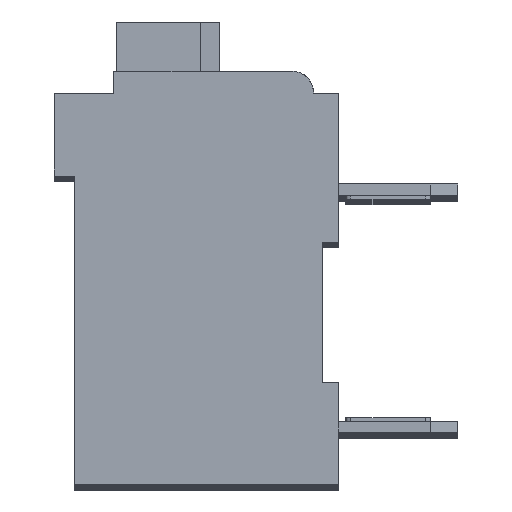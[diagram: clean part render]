
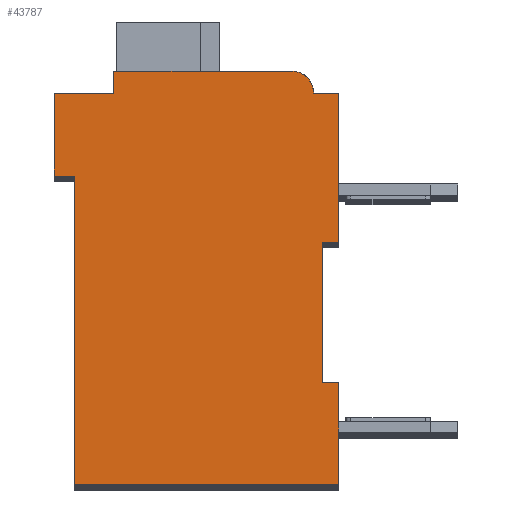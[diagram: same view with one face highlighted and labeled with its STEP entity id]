
A CAD part, top view. The second image highlights one B-rep face of the part: STEP entity #43787.
In plain terms, the highlighted planar face has unit normal (0, 0, 1).
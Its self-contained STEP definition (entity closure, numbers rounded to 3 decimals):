
#13198=DIRECTION('',(1.,0.,0.));
#13199=VECTOR('',#13198,0.5);
#13200=CARTESIAN_POINT('',(7.3,7.15,2.1));
#13201=LINE('',#13200,#13199);
#13202=DIRECTION('',(0.,1.,0.));
#13203=VECTOR('',#13202,4.15);
#13204=CARTESIAN_POINT('',(7.3,3.,2.1));
#13205=LINE('',#13204,#13203);
#13206=DIRECTION('',(-1.,0.,0.));
#13207=VECTOR('',#13206,0.5);
#13208=CARTESIAN_POINT('',(7.8,3.,2.1));
#13209=LINE('',#13208,#13207);
#13210=DIRECTION('',(0.,1.,0.));
#13211=VECTOR('',#13210,3.);
#13212=CARTESIAN_POINT('',(7.8,0.,2.1));
#13213=LINE('',#13212,#13211);
#13214=DIRECTION('',(1.,0.,0.));
#13215=VECTOR('',#13214,7.8);
#13216=CARTESIAN_POINT('',(0.,0.,2.1));
#13217=LINE('',#13216,#13215);
#13218=DIRECTION('',(0.,-1.,0.));
#13219=VECTOR('',#13218,9.1);
#13220=CARTESIAN_POINT('',(0.,9.1,2.1));
#13221=LINE('',#13220,#13219);
#13222=DIRECTION('',(1.,0.,0.));
#13223=VECTOR('',#13222,0.6);
#13224=CARTESIAN_POINT('',(-0.6,9.1,2.1));
#13225=LINE('',#13224,#13223);
#13226=DIRECTION('',(0.,-1.,0.));
#13227=VECTOR('',#13226,2.45);
#13228=CARTESIAN_POINT('',(-0.6,11.55,2.1));
#13229=LINE('',#13228,#13227);
#13230=DIRECTION('',(-1.,0.,0.));
#13231=VECTOR('',#13230,1.75);
#13232=CARTESIAN_POINT('',(1.15,11.55,2.1));
#13233=LINE('',#13232,#13231);
#13234=DIRECTION('',(0.,-1.,0.));
#13235=VECTOR('',#13234,0.65);
#13236=CARTESIAN_POINT('',(1.15,12.2,2.1));
#13237=LINE('',#13236,#13235);
#13238=DIRECTION('',(-1.,0.,0.));
#13239=VECTOR('',#13238,5.25);
#13240=CARTESIAN_POINT('',(6.4,12.2,2.1));
#13241=LINE('',#13240,#13239);
#13242=CARTESIAN_POINT('',(6.4,11.55,2.1));
#13243=DIRECTION('',(0.,0.,1.));
#13244=DIRECTION('',(1.,0.,0.));
#13245=AXIS2_PLACEMENT_3D('',#13242,#13243,#13244);
#13247=DIRECTION('',(-1.,0.,0.));
#13248=VECTOR('',#13247,0.75);
#13249=CARTESIAN_POINT('',(7.8,11.55,2.1));
#13250=LINE('',#13249,#13248);
#13251=DIRECTION('',(0.,1.,0.));
#13252=VECTOR('',#13251,4.4);
#13253=CARTESIAN_POINT('',(7.8,7.15,2.1));
#13254=LINE('',#13253,#13252);
#21827=CARTESIAN_POINT('',(7.3,7.15,2.1));
#21828=CARTESIAN_POINT('',(7.8,7.15,2.1));
#21829=VERTEX_POINT('',#21827);
#21830=VERTEX_POINT('',#21828);
#21831=CARTESIAN_POINT('',(7.8,11.55,2.1));
#21832=VERTEX_POINT('',#21831);
#21833=CARTESIAN_POINT('',(7.05,11.55,2.1));
#21834=VERTEX_POINT('',#21833);
#21835=CARTESIAN_POINT('',(6.4,12.2,2.1));
#21836=VERTEX_POINT('',#21835);
#21837=CARTESIAN_POINT('',(1.15,12.2,2.1));
#21838=VERTEX_POINT('',#21837);
#21839=CARTESIAN_POINT('',(1.15,11.55,2.1));
#21840=VERTEX_POINT('',#21839);
#21841=CARTESIAN_POINT('',(-0.6,11.55,2.1));
#21842=VERTEX_POINT('',#21841);
#21843=CARTESIAN_POINT('',(-0.6,9.1,2.1));
#21844=VERTEX_POINT('',#21843);
#21845=CARTESIAN_POINT('',(0.,9.1,2.1));
#21846=VERTEX_POINT('',#21845);
#21847=CARTESIAN_POINT('',(0.,0.,2.1));
#21848=VERTEX_POINT('',#21847);
#21849=CARTESIAN_POINT('',(7.8,0.,2.1));
#21850=VERTEX_POINT('',#21849);
#21851=CARTESIAN_POINT('',(7.8,3.,2.1));
#21852=VERTEX_POINT('',#21851);
#21853=CARTESIAN_POINT('',(7.3,3.,2.1));
#21854=VERTEX_POINT('',#21853);
#43766=CARTESIAN_POINT('',(0.,0.,2.1));
#43767=DIRECTION('',(0.,0.,1.));
#43768=DIRECTION('',(1.,0.,0.));
#43769=AXIS2_PLACEMENT_3D('',#43766,#43767,#43768);
#43770=PLANE('',#43769);
#43771=ORIENTED_EDGE('',*,*,#28740,.F.);
#43772=ORIENTED_EDGE('',*,*,#29726,.F.);
#43773=ORIENTED_EDGE('',*,*,#37774,.F.);
#43774=ORIENTED_EDGE('',*,*,#38339,.F.);
#43775=ORIENTED_EDGE('',*,*,#38992,.F.);
#43776=ORIENTED_EDGE('',*,*,#39853,.F.);
#43777=ORIENTED_EDGE('',*,*,#40188,.F.);
#43778=ORIENTED_EDGE('',*,*,#40512,.F.);
#43779=ORIENTED_EDGE('',*,*,#41003,.F.);
#43780=ORIENTED_EDGE('',*,*,#41936,.F.);
#43781=ORIENTED_EDGE('',*,*,#42674,.F.);
#43782=ORIENTED_EDGE('',*,*,#41054,.F.);
#43783=ORIENTED_EDGE('',*,*,#41687,.F.);
#43784=ORIENTED_EDGE('',*,*,#29621,.F.);
#43785=EDGE_LOOP('',(#43771,#43772,#43773,#43774,#43775,#43776,#43777,#43778,
#43779,#43780,#43781,#43782,#43783,#43784));
#43786=FACE_OUTER_BOUND('',#43785,.F.);
#13246=CIRCLE('',#13245,0.65);
#28740=EDGE_CURVE('',#21829,#21830,#13201,.T.);
#29621=EDGE_CURVE('',#21830,#21832,#13254,.T.);
#29726=EDGE_CURVE('',#21854,#21829,#13205,.T.);
#37774=EDGE_CURVE('',#21852,#21854,#13209,.T.);
#38339=EDGE_CURVE('',#21850,#21852,#13213,.T.);
#38992=EDGE_CURVE('',#21848,#21850,#13217,.T.);
#39853=EDGE_CURVE('',#21846,#21848,#13221,.T.);
#40188=EDGE_CURVE('',#21844,#21846,#13225,.T.);
#40512=EDGE_CURVE('',#21842,#21844,#13229,.T.);
#41003=EDGE_CURVE('',#21840,#21842,#13233,.T.);
#41054=EDGE_CURVE('',#21834,#21836,#13246,.T.);
#41687=EDGE_CURVE('',#21832,#21834,#13250,.T.);
#41936=EDGE_CURVE('',#21838,#21840,#13237,.T.);
#42674=EDGE_CURVE('',#21836,#21838,#13241,.T.);
#43787=ADVANCED_FACE('',(#43786),#43770,.T.);
